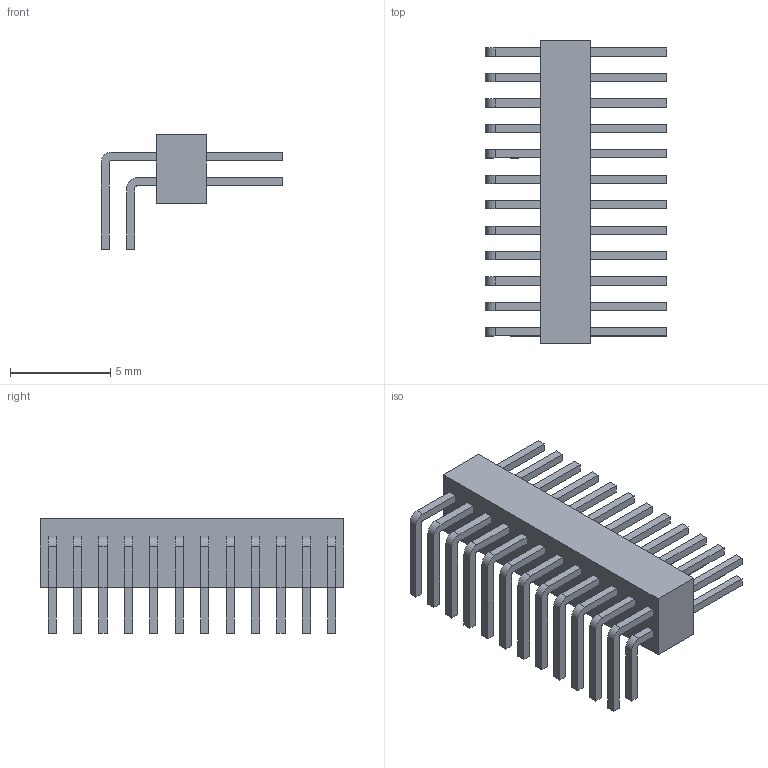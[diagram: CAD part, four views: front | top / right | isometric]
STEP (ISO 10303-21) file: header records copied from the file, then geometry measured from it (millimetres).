
FILE_DESCRIPTION(('FreeCAD Model'),'2;1');
FILE_NAME('FTSH-112-04-L-D-RA.step', '2018-12-18T16:13:54',('Author'),(''), 'Open CASCADE STEP processor 6.8','FreeCAD','Unknown');
FILE_SCHEMA(('AUTOMOTIVE_DESIGN_CC2 { 1 2 10303 214 -1 1 5 4 }'));
Length unit declared in the file: millimetre
Products named in the file (2): ASSEMBLY; Compound
Assembly tree (1 placements, depth 2):
  ASSEMBLY
    Compound
Bounding box: 9.06 x 15.16 x 5.72 mm (x, y, z)
Volume: 179.3 mm3; surface area: 681.6 mm2
Topology: 25 solids, 25 shells, 294 faces, 732 edges, 488 vertices
Faces by surface type: plane 246, cylinder 48
Entity records: 20353 total; most frequent: CARTESIAN_POINT 3268, DIRECTION 2836, LINE 2004, VECTOR 2004, ORIENTED_EDGE 1464, PCURVE 1464, DEFINITIONAL_REPRESENTATION 1464, EDGE_CURVE 732
